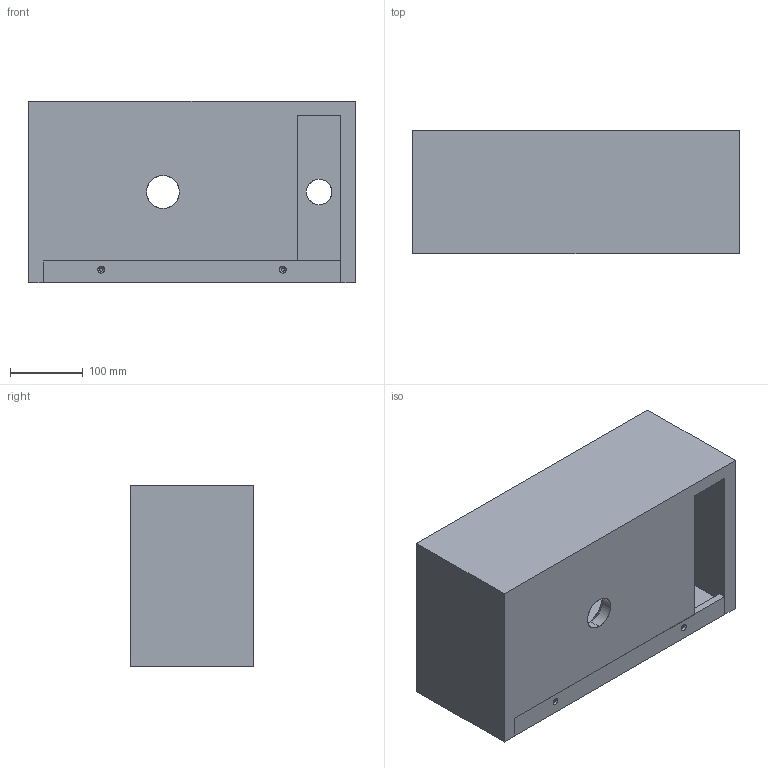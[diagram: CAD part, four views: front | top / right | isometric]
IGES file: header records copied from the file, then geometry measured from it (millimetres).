
Start section: SolidWorks IGES file using analytic representation for surfaces
Global section: file name: D802-HA-DX.IGS; native system: SolidWorks 2017; preprocessor: SolidWorks 2017; author: r.frank; date: 180920.110919; units: millimetre
Bounding box: 450 x 170 x 250 mm (x, y, z)
Surface area: 925817.2 mm2 (no closed solid volume)
Topology: 0 solids, 0 shells, 62 faces, 746 edges, 746 vertices
Faces by surface type: bspline 36, revolution 26
